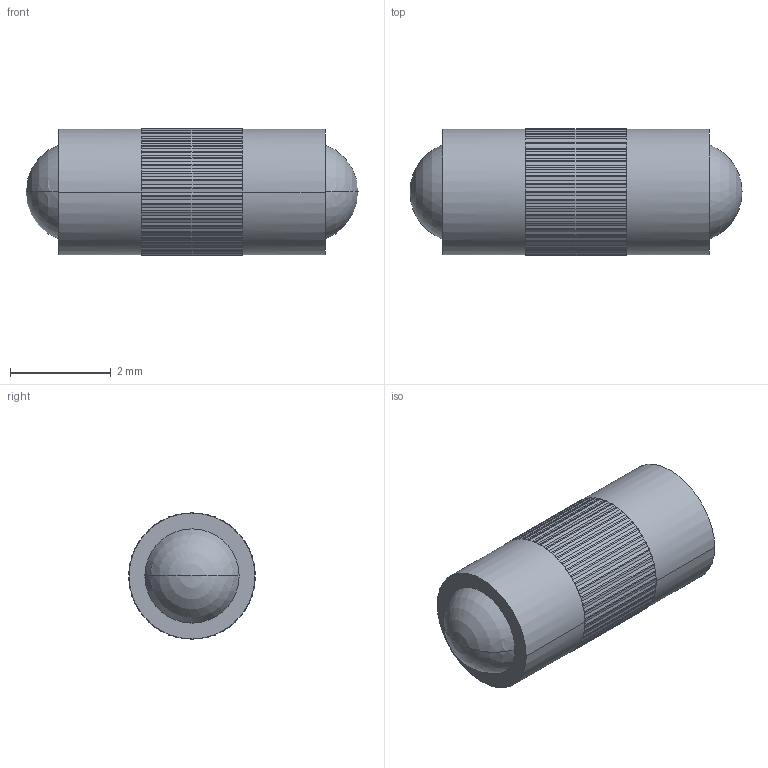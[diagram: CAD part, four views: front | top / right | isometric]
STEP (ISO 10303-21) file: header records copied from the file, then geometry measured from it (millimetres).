
FILE_DESCRIPTION(('STEP AP214'),'1');
FILE_NAME(' ',' ',('TraceParts'),('TraceParts S.A.'),'XStep 1.0',' ',' ');
FILE_SCHEMA(('automotive_design'));
Length unit declared in the file: millimetre
Products named in the file (1): 1
Bounding box: 6.6 x 2.52 x 2.52 mm (x, y, z)
Volume: 17.9 mm3; surface area: 98.5 mm2
Topology: 1 solids, 4 shells, 276 faces, 604 edges, 328 vertices
Faces by surface type: plane 204, cylinder 60, sphere 12
Entity records: 14150 total; most frequent: DIRECTION 1386, STYLED_ITEM 1201, PRESENTATION_STYLE_ASSIGNMENT 1201, CARTESIAN_POINT 1201, COLOUR_RGB 1201, ORIENTED_EDGE 1200, EDGE_CURVE 596, CURVE_STYLE 596
